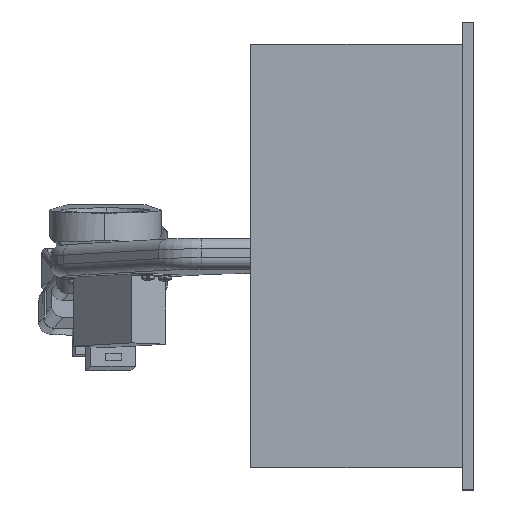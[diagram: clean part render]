
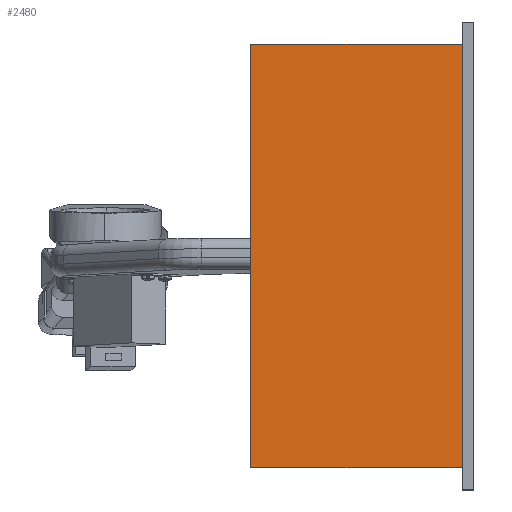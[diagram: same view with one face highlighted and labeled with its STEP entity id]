
A CAD part, left-side view. The second image highlights one B-rep face of the part: STEP entity #2480.
In plain terms, the highlighted planar face has unit normal (-1, 0, 0).
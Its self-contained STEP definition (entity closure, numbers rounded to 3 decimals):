
#101 = VECTOR ( 'NONE', #7649, 1000. ) ;
#936 = DIRECTION ( 'NONE',  ( 0., 0., 1. ) ) ;
#1111 = ORIENTED_EDGE ( 'NONE', *, *, #10924, .F. ) ;
#2480 = ADVANCED_FACE ( 'NONE', ( #11005 ), #20008, .F. ) ;
#2700 = LINE ( 'NONE', #9089, #6897 ) ;
#3053 = CARTESIAN_POINT ( 'NONE',  ( -200., 5., -200. ) ) ;
#5711 = VECTOR ( 'NONE', #7362, 1000. ) ;
#6897 = VECTOR ( 'NONE', #11728, 1000. ) ;
#7362 = DIRECTION ( 'NONE',  ( 0., -1., 0. ) ) ;
#7649 = DIRECTION ( 'NONE',  ( 0., 0., 1. ) ) ;
#9089 = CARTESIAN_POINT ( 'NONE',  ( -200., 100., -10. ) ) ;
#9631 = ORIENTED_EDGE ( 'NONE', *, *, #12540, .F. ) ;
#10106 = CARTESIAN_POINT ( 'NONE',  ( -200., 100., -200. ) ) ;
#10924 = EDGE_CURVE ( 'NONE', #19738, #27858, #2700, .T. ) ;
#11005 = FACE_OUTER_BOUND ( 'NONE', #12786, .T. ) ;
#11393 = CARTESIAN_POINT ( 'NONE',  ( -200., 5., -200. ) ) ;
#11728 = DIRECTION ( 'NONE',  ( 0., -1., 0. ) ) ;
#12540 = EDGE_CURVE ( 'NONE', #26456, #19738, #21343, .T. ) ;
#12786 = EDGE_LOOP ( 'NONE', ( #23017, #1111, #9631, #16642 ) ) ;
#16642 = ORIENTED_EDGE ( 'NONE', *, *, #23805, .T. ) ;
#18301 = CARTESIAN_POINT ( 'NONE',  ( -200., 100., -200. ) ) ;
#19171 = AXIS2_PLACEMENT_3D ( 'NONE', #29026, #26815, #21181 ) ;
#19738 = VERTEX_POINT ( 'NONE', #28478 ) ;
#20008 = PLANE ( 'NONE',  #19171 ) ;
#20333 = CARTESIAN_POINT ( 'NONE',  ( -200., 100., -200. ) ) ;
#20524 = LINE ( 'NONE', #18301, #5711 ) ;
#21181 = DIRECTION ( 'NONE',  ( 0., 0., -1. ) ) ;
#21343 = LINE ( 'NONE', #10106, #24930 ) ;
#21925 = CARTESIAN_POINT ( 'NONE',  ( -200., 5., -10. ) ) ;
#23017 = ORIENTED_EDGE ( 'NONE', *, *, #26378, .T. ) ;
#23324 = LINE ( 'NONE', #3053, #101 ) ;
#23805 = EDGE_CURVE ( 'NONE', #26456, #24923, #20524, .T. ) ;
#24923 = VERTEX_POINT ( 'NONE', #11393 ) ;
#24930 = VECTOR ( 'NONE', #936, 1000. ) ;
#26378 = EDGE_CURVE ( 'NONE', #24923, #27858, #23324, .T. ) ;
#26456 = VERTEX_POINT ( 'NONE', #20333 ) ;
#26815 = DIRECTION ( 'NONE',  ( 1., 0., 0. ) ) ;
#27858 = VERTEX_POINT ( 'NONE', #21925 ) ;
#28478 = CARTESIAN_POINT ( 'NONE',  ( -200., 100., -10. ) ) ;
#29026 = CARTESIAN_POINT ( 'NONE',  ( -200., 100., -200. ) ) ;
